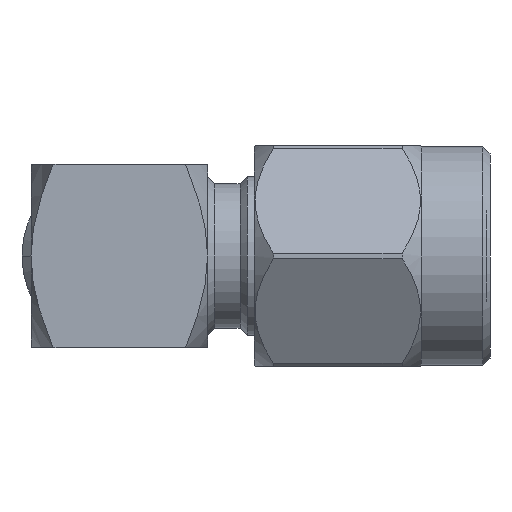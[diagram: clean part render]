
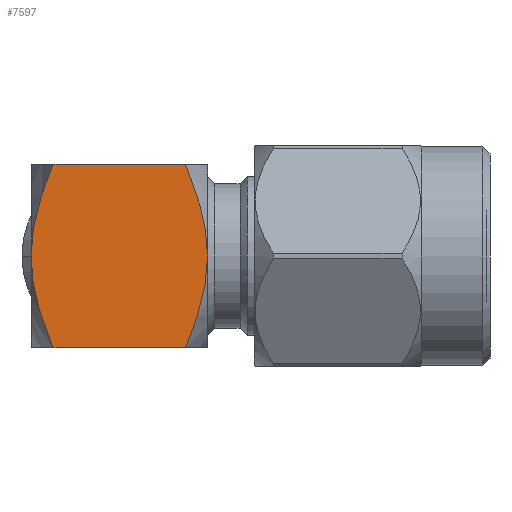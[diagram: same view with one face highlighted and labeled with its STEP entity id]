
A CAD part, left-side view. The second image highlights one B-rep face of the part: STEP entity #7597.
In plain terms, the highlighted planar face has unit normal (-1, 0, 0).
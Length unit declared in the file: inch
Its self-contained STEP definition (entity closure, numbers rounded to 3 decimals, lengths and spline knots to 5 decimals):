
#36 = CARTESIAN_POINT ( 'NONE',  ( -0.13, 0.04391, -0.13 ) ) ;
#165 = CARTESIAN_POINT ( 'NONE',  ( -0.13, -0.1524, 0.10921 ) ) ;
#196 = EDGE_CURVE ( 'NONE', #4603, #7502, #10707, .T. ) ;
#221 = CARTESIAN_POINT ( 'NONE',  ( -0.13, -0.17093, -0.04469 ) ) ;
#241 = VERTEX_POINT ( 'NONE', #10700 ) ;
#391 = DIRECTION ( 'NONE',  ( 0., -1., 0. ) ) ;
#428 = DIRECTION ( 'NONE',  ( 1., 0., 0. ) ) ;
#543 = CARTESIAN_POINT ( 'NONE',  ( -0.13, -0.14391, 0.13 ) ) ;
#1039 = VERTEX_POINT ( 'NONE', #36 ) ;
#1063 = CARTESIAN_POINT ( 'NONE',  ( -0.13, 0.0524, 0.10921 ) ) ;
#1445 = EDGE_LOOP ( 'NONE', ( #6745, #7524, #13026, #8091, #9612, #12931 ) ) ;
#1603 = CARTESIAN_POINT ( 'NONE',  ( -0.13, -0.16016, 0.08785 ) ) ;
#2055 = EDGE_CURVE ( 'NONE', #241, #11259, #13163, .T. ) ;
#2245 = CARTESIAN_POINT ( 'NONE',  ( -0.13, -0.175, 0.13 ) ) ;
#2389 = CARTESIAN_POINT ( 'NONE',  ( -0.13, -0.16009, -0.08803 ) ) ;
#3218 = CARTESIAN_POINT ( 'NONE',  ( -0.13, 0.075, 0. ) ) ;
#3972 = CARTESIAN_POINT ( 'NONE',  ( -0.13, 0.075, 0. ) ) ;
#4268 = CARTESIAN_POINT ( 'NONE',  ( -0.13, 0.06009, -0.08803 ) ) ;
#4291 = CARTESIAN_POINT ( 'NONE',  ( -0.13, 0.06016, 0.08785 ) ) ;
#4308 = CARTESIAN_POINT ( 'NONE',  ( -0.13, -0.14391, -0.13 ) ) ;
#4603 = VERTEX_POINT ( 'NONE', #4606 ) ;
#4606 = CARTESIAN_POINT ( 'NONE',  ( -0.13, -0.175, 0. ) ) ;
#5313 = CARTESIAN_POINT ( 'NONE',  ( -0.13, 0.06861, -0.05561 ) ) ;
#5393 = EDGE_CURVE ( 'NONE', #1039, #7323, #11735, .T. ) ;
#5422 = PLANE ( 'NONE',  #6162 ) ;
#5465 = EDGE_CURVE ( 'NONE', #1039, #7502, #10887, .T. ) ;
#5502 = VECTOR ( 'NONE', #6704, 39.37008 ) ;
#5535 = B_SPLINE_CURVE_WITH_KNOTS ( 'NONE', 3,
 ( #543, #165, #1603, #12341, #9144, #9079 ),
 .UNSPECIFIED., .F., .F.,
 ( 4, 2, 4 ),
 ( 0.00857, 0.01028, 0.01199 ),
 .UNSPECIFIED. ) ;
#5904 = CARTESIAN_POINT ( 'NONE',  ( -0.13, -0.14391, 0.13 ) ) ;
#6076 = CARTESIAN_POINT ( 'NONE',  ( -0.13, 0.04391, -0.13 ) ) ;
#6162 = AXIS2_PLACEMENT_3D ( 'NONE', #8052, #428, #12296 ) ;
#6283 = CARTESIAN_POINT ( 'NONE',  ( -0.13, 0.05239, -0.10924 ) ) ;
#6493 = CARTESIAN_POINT ( 'NONE',  ( -0.13, -0.175, -0.13 ) ) ;
#6590 = CARTESIAN_POINT ( 'NONE',  ( -0.13, -0.15239, -0.10924 ) ) ;
#6704 = DIRECTION ( 'NONE',  ( 0., -1., 0. ) ) ;
#6745 = ORIENTED_EDGE ( 'NONE', *, *, #8802, .F. ) ;
#7323 = VERTEX_POINT ( 'NONE', #10499 ) ;
#7497 = CARTESIAN_POINT ( 'NONE',  ( -0.13, 0.075, 0.02255 ) ) ;
#7502 = VERTEX_POINT ( 'NONE', #4308 ) ;
#7524 = ORIENTED_EDGE ( 'NONE', *, *, #2055, .F. ) ;
#7597 = ADVANCED_FACE ( 'NONE', ( #8631 ), #5422, .F. ) ;
#7712 = CARTESIAN_POINT ( 'NONE',  ( -0.13, -0.14391, -0.13 ) ) ;
#8052 = CARTESIAN_POINT ( 'NONE',  ( -0.13, -0.175, 0.13 ) ) ;
#8091 = ORIENTED_EDGE ( 'NONE', *, *, #5393, .F. ) ;
#8323 = CARTESIAN_POINT ( 'NONE',  ( -0.13, 0.04391, 0.13 ) ) ;
#8631 = FACE_OUTER_BOUND ( 'NONE', #1445, .T. ) ;
#8759 = CARTESIAN_POINT ( 'NONE',  ( -0.13, -0.175, 0. ) ) ;
#8802 = EDGE_CURVE ( 'NONE', #11259, #4603, #5535, .T. ) ;
#9062 = B_SPLINE_CURVE_WITH_KNOTS ( 'NONE', 3,
 ( #3218, #7497, #9433, #4291, #1063, #8323 ),
 .UNSPECIFIED., .F., .F.,
 ( 4, 2, 4 ),
 ( 0.00714, 0.00886, 0.01059 ),
 .UNSPECIFIED. ) ;
#9079 = CARTESIAN_POINT ( 'NONE',  ( -0.13, -0.175, 0. ) ) ;
#9144 = CARTESIAN_POINT ( 'NONE',  ( -0.13, -0.175, 0.02255 ) ) ;
#9433 = CARTESIAN_POINT ( 'NONE',  ( -0.13, 0.0715, 0.04454 ) ) ;
#9485 = CARTESIAN_POINT ( 'NONE',  ( -0.13, 0.07093, -0.04469 ) ) ;
#9557 = CARTESIAN_POINT ( 'NONE',  ( -0.13, 0.075, -0.01117 ) ) ;
#9612 = ORIENTED_EDGE ( 'NONE', *, *, #5465, .T. ) ;
#9646 = CARTESIAN_POINT ( 'NONE',  ( -0.13, -0.16861, -0.05561 ) ) ;
#9793 = CARTESIAN_POINT ( 'NONE',  ( -0.13, -0.17413, -0.02252 ) ) ;
#10499 = CARTESIAN_POINT ( 'NONE',  ( -0.13, 0.075, 0. ) ) ;
#10700 = CARTESIAN_POINT ( 'NONE',  ( -0.13, 0.04391, 0.13 ) ) ;
#10707 = B_SPLINE_CURVE_WITH_KNOTS ( 'NONE', 3,
 ( #8759, #11743, #9793, #221, #9646, #2389, #6590, #7712 ),
 .UNSPECIFIED., .F., .F.,
 ( 4, 2, 2, 4 ),
 ( 0.01199, 0.01283, 0.01368, 0.01537 ),
 .UNSPECIFIED. ) ;
#10887 = LINE ( 'NONE', #6493, #5502 ) ;
#11259 = VERTEX_POINT ( 'NONE', #5904 ) ;
#11434 = VECTOR ( 'NONE', #391, 39.37008 ) ;
#11647 = CARTESIAN_POINT ( 'NONE',  ( -0.13, 0.07413, -0.02252 ) ) ;
#11735 = B_SPLINE_CURVE_WITH_KNOTS ( 'NONE', 3,
 ( #6076, #6283, #4268, #5313, #9485, #11647, #9557, #3972 ),
 .UNSPECIFIED., .F., .F.,
 ( 4, 2, 2, 4 ),
 ( 0.00373, 0.00543, 0.00629, 0.00714 ),
 .UNSPECIFIED. ) ;
#11743 = CARTESIAN_POINT ( 'NONE',  ( -0.13, -0.175, -0.01117 ) ) ;
#12296 = DIRECTION ( 'NONE',  ( 0., 0., -1. ) ) ;
#12341 = CARTESIAN_POINT ( 'NONE',  ( -0.13, -0.1715, 0.04454 ) ) ;
#12624 = EDGE_CURVE ( 'NONE', #7323, #241, #9062, .T. ) ;
#12931 = ORIENTED_EDGE ( 'NONE', *, *, #196, .F. ) ;
#13026 = ORIENTED_EDGE ( 'NONE', *, *, #12624, .F. ) ;
#13163 = LINE ( 'NONE', #2245, #11434 ) ;
